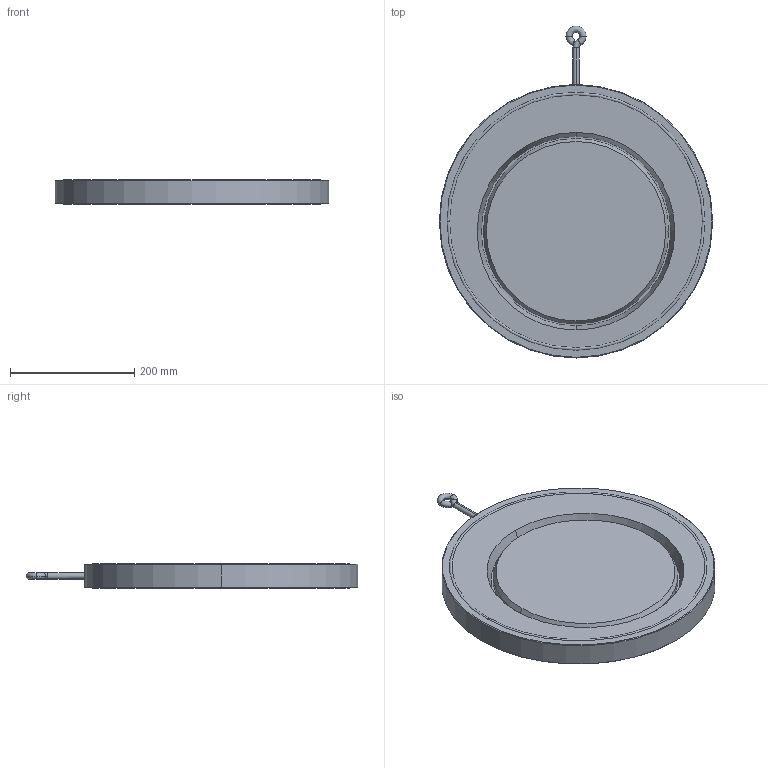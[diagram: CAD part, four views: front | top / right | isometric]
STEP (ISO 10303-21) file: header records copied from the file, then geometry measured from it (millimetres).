
FILE_DESCRIPTION (( 'STEP AP203' ), '1' );
FILE_NAME ('ZRK DN350 PN10 Dummy.STEP', '2016-04-18T11:31:46', ( 'rv' ), ( 'Hewlett-Packard Company' ), 'SwSTEP 2.0', 'SolidWorks 2015', '' );
FILE_SCHEMA (( 'CONFIG_CONTROL_DESIGN' ));
Length unit declared in the file: millimetre
Products named in the file (1): ZRK DN350 PN10 Dummy
Bounding box: 440 x 534.25 x 39.8 mm (x, y, z)
Volume: 4363708.6 mm3; surface area: 428675.6 mm2
Topology: 2 solids, 2 shells, 43 faces, 88 edges, 54 vertices
Faces by surface type: torus 18, plane 9, cone 8, cylinder 8
Entity records: 1309 total; most frequent: CARTESIAN_POINT 260, DIRECTION 244, ORIENTED_EDGE 176, AXIS2_PLACEMENT_3D 114, EDGE_CURVE 88, CIRCLE 70, VERTEX_POINT 54, EDGE_LOOP 50
